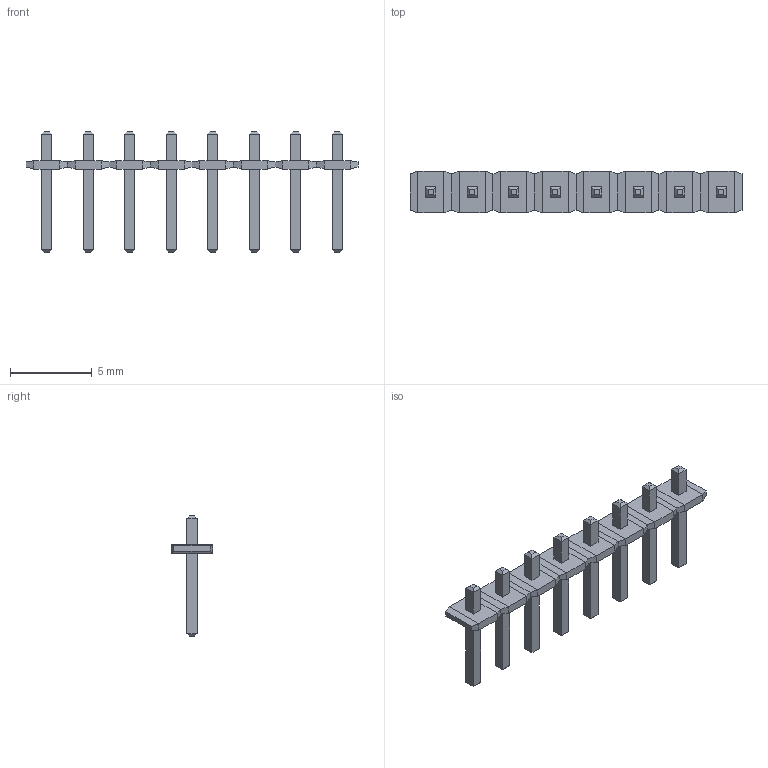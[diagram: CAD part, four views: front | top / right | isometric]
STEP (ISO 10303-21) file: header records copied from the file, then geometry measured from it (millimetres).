
FILE_DESCRIPTION(('STEP AP214'),'1');
FILE_NAME('87224-8_TYC','2022-04-07T22:12:02',(''),(''),'','','');
FILE_SCHEMA(('AUTOMOTIVE_DESIGN'));
Length unit declared in the file: millimetre
Products named in the file (1): product
Bounding box: 20.32 x 2.54 x 7.37 mm (x, y, z)
Volume: 45.8 mm3; surface area: 270.7 mm2
Topology: 17 solids, 17 shells, 258 faces, 516 edges, 292 vertices
Faces by surface type: plane 258
Entity records: 6093 total; most frequent: DIRECTION 1034, ORIENTED_EDGE 1032, CARTESIAN_POINT 551, EDGE_CURVE 516, LINE 516, VECTOR 516, VERTEX_POINT 292, AXIS2_PLACEMENT_3D 259
